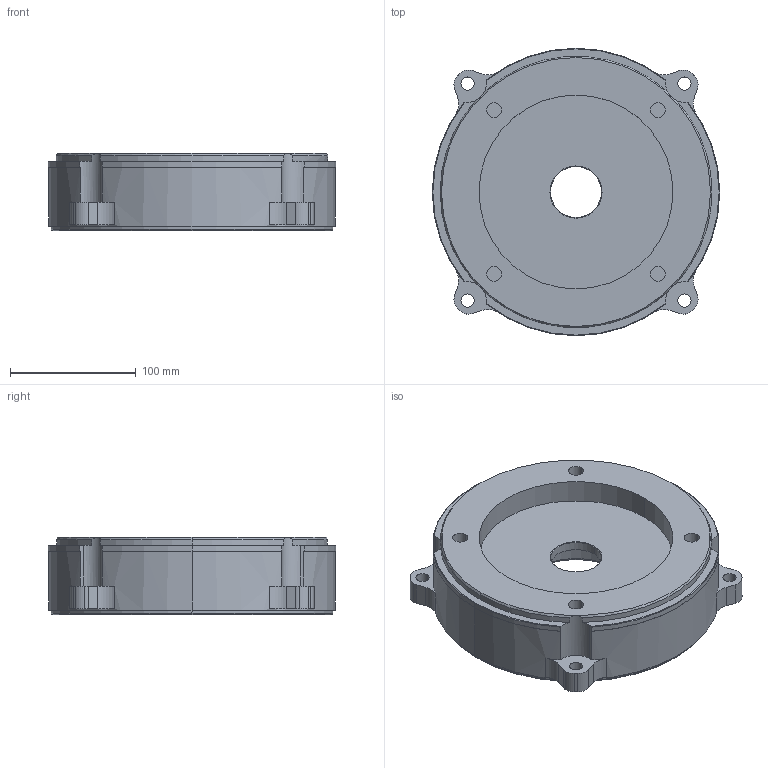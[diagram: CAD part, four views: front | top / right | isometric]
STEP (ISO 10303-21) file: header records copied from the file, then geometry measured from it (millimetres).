
FILE_DESCRIPTION (( 'STEP AP214' ), '1' );
FILE_NAME ('MTAF2-CFACE-210TC coord norm.STEP', '2020-07-08T14:56:13', ( '' ), ( '' ), 'SwSTEP 2.0', 'SolidWorks 2017', '' );
FILE_SCHEMA (( 'AUTOMOTIVE_DESIGN' ));
Length unit declared in the file: inch
Products named in the file (1): MTAF2-CFACE-210TC coord norm
Bounding box: 228.6 x 228.6 x 61.44 mm (x, y, z)
Volume: 1005977.8 mm3; surface area: 187620.8 mm2
Topology: 1 solids, 1 shells, 402 faces, 1020 edges, 597 vertices
Faces by surface type: cylinder 163, bspline 160, plane 56, cone 23
Entity records: 19745 total; most frequent: CARTESIAN_POINT 10945, ORIENTED_EDGE 1970, DIRECTION 1742, EDGE_CURVE 985, AXIS2_PLACEMENT_3D 736, VERTEX_POINT 597, CIRCLE 493, EDGE_LOOP 424
